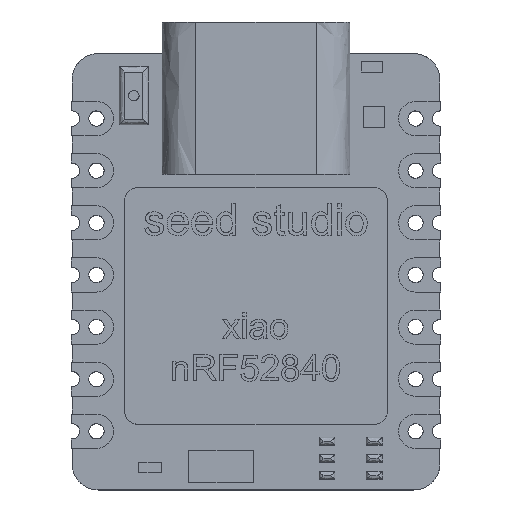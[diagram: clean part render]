
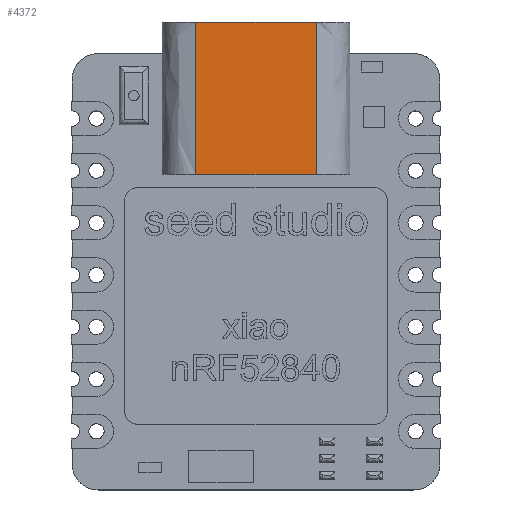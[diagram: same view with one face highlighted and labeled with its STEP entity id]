
A CAD part, top view. The second image highlights one B-rep face of the part: STEP entity #4372.
In plain terms, the highlighted free-form (B-spline) face has degree [1, 1] with [2, 2] control points.
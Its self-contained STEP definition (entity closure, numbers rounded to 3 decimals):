
#4262 = EDGE_CURVE('',#4263,#4265,#4267,.T.);
#4263 = VERTEX_POINT('',#4264);
#4264 = CARTESIAN_POINT('',(2.736,4.402,4.212)
  );
#4265 = VERTEX_POINT('',#4266);
#4266 = CARTESIAN_POINT('',(-2.736,4.402,4.212
    ));
#4267 = B_SPLINE_CURVE_WITH_KNOTS('',1,(#4268,#4269),.UNSPECIFIED.,.F.,
  .F.,(2,2),(0.,5.842),.PIECEWISE_BEZIER_KNOTS.);
#4268 = CARTESIAN_POINT('',(2.736,4.402,4.212)
  );
#4269 = CARTESIAN_POINT('',(-2.736,4.402,4.212
    ));
#4340 = VERTEX_POINT('',#4341);
#4341 = CARTESIAN_POINT('',(-2.736,11.302,
    4.212));
#4347 = EDGE_CURVE('',#4340,#4348,#4350,.T.);
#4348 = VERTEX_POINT('',#4349);
#4349 = CARTESIAN_POINT('',(2.736,11.302,
    4.212));
#4350 = B_SPLINE_CURVE_WITH_KNOTS('',1,(#4351,#4352),.UNSPECIFIED.,.F.,
  .F.,(2,2),(0.,5.842),.PIECEWISE_BEZIER_KNOTS.);
#4351 = CARTESIAN_POINT('',(-2.736,11.302,
    4.212));
#4352 = CARTESIAN_POINT('',(2.736,11.302,
    4.212));
#4372 = ADVANCED_FACE('',(#4373),#4387,.T.);
#4373 = FACE_BOUND('',#4374,.T.);
#4374 = EDGE_LOOP('',(#4375,#4376,#4381,#4382));
#4375 = ORIENTED_EDGE('',*,*,#4347,.F.);
#4376 = ORIENTED_EDGE('',*,*,#4377,.T.);
#4377 = EDGE_CURVE('',#4340,#4265,#4378,.T.);
#4378 = B_SPLINE_CURVE_WITH_KNOTS('',1,(#4379,#4380),.UNSPECIFIED.,.F.,
  .F.,(2,2),(0.,7.366),.PIECEWISE_BEZIER_KNOTS.);
#4379 = CARTESIAN_POINT('',(-2.736,11.302,
    4.212));
#4380 = CARTESIAN_POINT('',(-2.736,4.402,4.212
    ));
#4381 = ORIENTED_EDGE('',*,*,#4262,.F.);
#4382 = ORIENTED_EDGE('',*,*,#4383,.T.);
#4383 = EDGE_CURVE('',#4263,#4348,#4384,.T.);
#4384 = B_SPLINE_CURVE_WITH_KNOTS('',1,(#4385,#4386),.UNSPECIFIED.,.F.,
  .F.,(2,2),(0.,7.366),.PIECEWISE_BEZIER_KNOTS.);
#4385 = CARTESIAN_POINT('',(2.736,4.402,4.212)
  );
#4386 = CARTESIAN_POINT('',(2.736,11.302,
    4.212));
#4387 = B_SPLINE_SURFACE_WITH_KNOTS('',1,1,(
    (#4388,#4389)
    ,(#4390,#4391
  )),.UNSPECIFIED.,.F.,.F.,.F.,(2,2),(2,2),(-2.921,2.921),(4.699,12.065)
  ,.PIECEWISE_BEZIER_KNOTS.);
#4388 = CARTESIAN_POINT('',(-2.736,4.402,4.212
    ));
#4389 = CARTESIAN_POINT('',(-2.736,11.302,
    4.212));
#4390 = CARTESIAN_POINT('',(2.736,4.402,4.212)
  );
#4391 = CARTESIAN_POINT('',(2.736,11.302,
    4.212));
